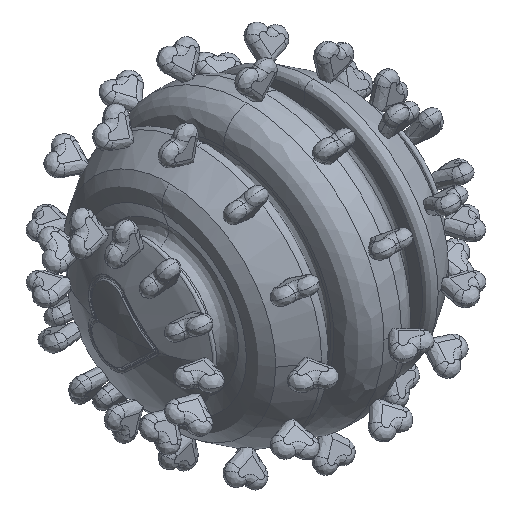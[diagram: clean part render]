
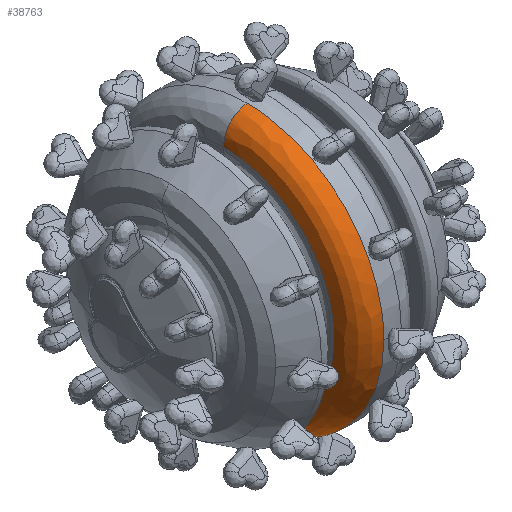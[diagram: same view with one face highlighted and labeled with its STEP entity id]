
A CAD part, isometric view. The second image highlights one B-rep face of the part: STEP entity #38763.
In plain terms, the highlighted free-form (B-spline) face has degree [2, 2] with [5, 3] control points.
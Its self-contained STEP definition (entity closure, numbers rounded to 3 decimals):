
#631 = VERTEX_POINT('',#632);
#632 = CARTESIAN_POINT('',(-15.545,0.,53.206));
#633 = VERTEX_POINT('',#634);
#634 = CARTESIAN_POINT('',(-15.545,0.,
    -53.206));
#642 = EDGE_CURVE('',#631,#643,#645,.T.);
#643 = VERTEX_POINT('',#644);
#644 = CARTESIAN_POINT('',(-4.226,0.,
    65.924));
#645 = ( BOUNDED_CURVE() B_SPLINE_CURVE(2,(#646,#647,#648),
.UNSPECIFIED.,.F.,.F.) B_SPLINE_CURVE_WITH_KNOTS((3,3),(4.66,
6.219),.PIECEWISE_BEZIER_KNOTS.) CURVE() 
GEOMETRIC_REPRESENTATION_ITEM() RATIONAL_B_SPLINE_CURVE((1.,
0.711,1.)) REPRESENTATION_ITEM('') );
#646 = CARTESIAN_POINT('',(-15.545,0.,
    53.206));
#647 = CARTESIAN_POINT('',(-16.17,0.,
    65.158));
#648 = CARTESIAN_POINT('',(-4.226,0.,
    65.924));
#659 = VERTEX_POINT('',#660);
#660 = CARTESIAN_POINT('',(-4.226,0.,-65.924));
#666 = EDGE_CURVE('',#633,#659,#667,.T.);
#667 = ( BOUNDED_CURVE() B_SPLINE_CURVE(2,(#668,#669,#670),
.UNSPECIFIED.,.F.,.F.) B_SPLINE_CURVE_WITH_KNOTS((3,3),(4.66,
6.219),.PIECEWISE_BEZIER_KNOTS.) CURVE() 
GEOMETRIC_REPRESENTATION_ITEM() RATIONAL_B_SPLINE_CURVE((1.,
0.711,1.)) REPRESENTATION_ITEM('') );
#668 = CARTESIAN_POINT('',(-15.545,0.,-53.206));
#669 = CARTESIAN_POINT('',(-16.17,0.,-65.158));
#670 = CARTESIAN_POINT('',(-4.226,0.,-65.924));
#6270 = VERTEX_POINT('',#6271);
#6271 = CARTESIAN_POINT('',(-4.226,-65.924,
    0.));
#6277 = EDGE_CURVE('',#6270,#659,#6278,.T.);
#6278 = ( BOUNDED_CURVE() B_SPLINE_CURVE(2,(#6279,#6280,#6281),
.UNSPECIFIED.,.F.,.F.) B_SPLINE_CURVE_WITH_KNOTS((3,3),(4.712,
6.283),.PIECEWISE_BEZIER_KNOTS.) CURVE() 
GEOMETRIC_REPRESENTATION_ITEM() RATIONAL_B_SPLINE_CURVE((1.,
0.707,1.)) REPRESENTATION_ITEM('') );
#6279 = CARTESIAN_POINT('',(-4.226,-65.924,
    0.));
#6280 = CARTESIAN_POINT('',(-4.226,-65.924,
    -65.924));
#6281 = CARTESIAN_POINT('',(-4.226,0.,
    -65.924));
#8565 = EDGE_CURVE('',#633,#631,#8566,.T.);
#8566 = ( BOUNDED_CURVE() B_SPLINE_CURVE(2,(#8567,#8568,#8569,#8570,
#8571),.UNSPECIFIED.,.F.,.F.) B_SPLINE_CURVE_WITH_KNOTS((3,2,3),(
    3.142,4.712,6.283),
.PIECEWISE_BEZIER_KNOTS.) CURVE() GEOMETRIC_REPRESENTATION_ITEM() 
RATIONAL_B_SPLINE_CURVE((1.,0.707,1.,0.707,1.)) 
REPRESENTATION_ITEM('') );
#8567 = CARTESIAN_POINT('',(-15.545,0.,
    -53.206));
#8568 = CARTESIAN_POINT('',(-15.545,-53.206,
    -53.206));
#8569 = CARTESIAN_POINT('',(-15.545,-53.206,
    0.));
#8570 = CARTESIAN_POINT('',(-15.545,-53.206,
    53.206));
#8571 = CARTESIAN_POINT('',(-15.545,0.,
    53.206));
#28168 = EDGE_CURVE('',#643,#6270,#28169,.T.);
#28169 = ( BOUNDED_CURVE() B_SPLINE_CURVE(2,(#28170,#28171,#28172),
.UNSPECIFIED.,.F.,.F.) B_SPLINE_CURVE_WITH_KNOTS((3,3),(3.142,
4.712),.PIECEWISE_BEZIER_KNOTS.) CURVE() 
GEOMETRIC_REPRESENTATION_ITEM() RATIONAL_B_SPLINE_CURVE((1.,
0.707,1.)) REPRESENTATION_ITEM('') );
#28170 = CARTESIAN_POINT('',(-4.226,0.,
    65.924));
#28171 = CARTESIAN_POINT('',(-4.226,-65.924,
    65.924));
#28172 = CARTESIAN_POINT('',(-4.226,-65.924,
    0.));
#38763 = ADVANCED_FACE('',(#38764),#38771,.T.);
#38764 = FACE_BOUND('',#38765,.T.);
#38765 = EDGE_LOOP('',(#38766,#38767,#38768,#38769,#38770));
#38766 = ORIENTED_EDGE('',*,*,#642,.F.);
#38767 = ORIENTED_EDGE('',*,*,#8565,.F.);
#38768 = ORIENTED_EDGE('',*,*,#666,.T.);
#38769 = ORIENTED_EDGE('',*,*,#6277,.F.);
#38770 = ORIENTED_EDGE('',*,*,#28168,.F.);
#38771 = ( BOUNDED_SURFACE() B_SPLINE_SURFACE(2,2,(
    (#38772,#38773,#38774)
    ,(#38775,#38776,#38777)
    ,(#38778,#38779,#38780)
    ,(#38781,#38782,#38783)
    ,(#38784,#38785,#38786
)),.UNSPECIFIED.,.F.,.F.,.F.) B_SPLINE_SURFACE_WITH_KNOTS((3,2,3),(3,3),
  (3.142,4.712,6.283),(4.66,
    6.219),.PIECEWISE_BEZIER_KNOTS.) 
GEOMETRIC_REPRESENTATION_ITEM() RATIONAL_B_SPLINE_SURFACE((
    (1.,0.711,1.)
    ,(0.707,0.503,0.707)
    ,(1.,0.711,1.)
    ,(0.707,0.503,0.707)
,(1.,0.711,1.))) REPRESENTATION_ITEM('') SURFACE() );
#38772 = CARTESIAN_POINT('',(-15.545,0.,
    53.206));
#38773 = CARTESIAN_POINT('',(-16.17,0.,
    65.158));
#38774 = CARTESIAN_POINT('',(-4.226,0.,
    65.924));
#38775 = CARTESIAN_POINT('',(-15.545,-53.206,
    53.206));
#38776 = CARTESIAN_POINT('',(-16.17,-65.158,
    65.158));
#38777 = CARTESIAN_POINT('',(-4.226,-65.924,
    65.924));
#38778 = CARTESIAN_POINT('',(-15.545,-53.206,
    0.));
#38779 = CARTESIAN_POINT('',(-16.17,-65.158,
    0.));
#38780 = CARTESIAN_POINT('',(-4.226,-65.924,
    0.));
#38781 = CARTESIAN_POINT('',(-15.545,-53.206,
    -53.206));
#38782 = CARTESIAN_POINT('',(-16.17,-65.158,
    -65.158));
#38783 = CARTESIAN_POINT('',(-4.226,-65.924,
    -65.924));
#38784 = CARTESIAN_POINT('',(-15.545,0.,
    -53.206));
#38785 = CARTESIAN_POINT('',(-16.17,0.,
    -65.158));
#38786 = CARTESIAN_POINT('',(-4.226,0.,
    -65.924));
